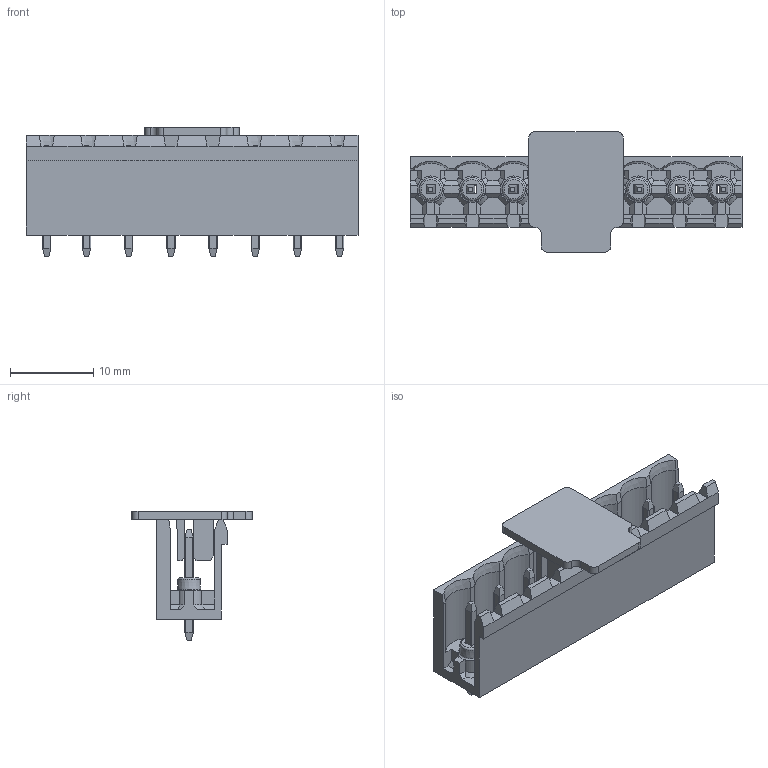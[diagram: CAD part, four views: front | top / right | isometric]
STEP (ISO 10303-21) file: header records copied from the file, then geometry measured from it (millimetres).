
FILE_DESCRIPTION(/* description */ ('Unknown'),/* implementation_level */ '2;1');
FILE_NAME(/* name */ '691701700008B',/* time_stamp */ '2024-01-09T15:24:39+01:00',/* author */ ('Unknown'),/* organization */ ('Unknown'),/* preprocessor_version */ 'ST-DEVELOPER v18.102',/* originating_system */ 'Solid Edge',/* authorisation */ 'Unknown');
FILE_SCHEMA (('AUTOMOTIVE_DESIGN {1 0 10303 214 3 1 1}'));
Length unit declared in the file: millimetre
Products named in the file (4): 6917017000xxB; 691701700008B; 6917015000xxB_PIN; 6917015000xxB_Cap
Assembly tree (10 placements, depth 2):
  6917017000xxB
    691701700008B
    6917015000xxB_PIN  x8
    6917015000xxB_Cap
Bounding box: 40 x 14.5 x 15.58 mm (x, y, z)
Volume: 1777 mm3; surface area: 4115.2 mm2
Topology: 10 solids, 10 shells, 671 faces, 1792 edges, 1152 vertices
Faces by surface type: plane 519, cylinder 80, cone 48, torus 16, sphere 8
Entity records: 16532 total; most frequent: CARTESIAN_POINT 3100, ORIENTED_EDGE 2800, DIRECTION 2624, EDGE_CURVE 1400, LINE 1128, VECTOR 1128, VERTEX_POINT 904, AXIS2_PLACEMENT_3D 748
